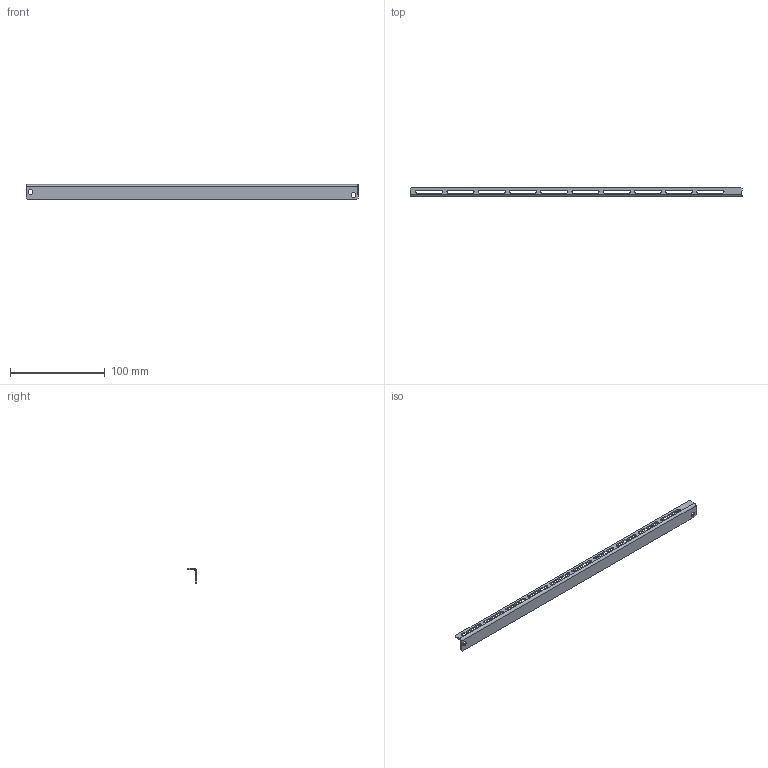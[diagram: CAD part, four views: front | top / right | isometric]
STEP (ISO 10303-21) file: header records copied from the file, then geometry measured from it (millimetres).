
FILE_DESCRIPTION (( 'STEP AP214' ), '1' );
FILE_NAME ('am-3252 DART 12 Sensor Bracket REV2.STEP', '2018-06-26T13:26:50', ( '' ), ( '' ), 'SwSTEP 2.0', 'SolidWorks 2017', '' );
FILE_SCHEMA (( 'AUTOMOTIVE_DESIGN' ));
Length unit declared in the file: inch
Products named in the file (1): am-3252 DART 12 Sensor Bracket REV2
Bounding box: 350.84 x 9.53 x 15.88 mm (x, y, z)
Volume: 10957.3 mm3; surface area: 16492.9 mm2
Topology: 1 solids, 1 shells, 72 faces, 202 edges, 132 vertices
Faces by surface type: cylinder 36, plane 36
Entity records: 2422 total; most frequent: DIRECTION 420, CARTESIAN_POINT 407, ORIENTED_EDGE 404, EDGE_CURVE 202, AXIS2_PLACEMENT_3D 145, VERTEX_POINT 132, LINE 130, VECTOR 130
